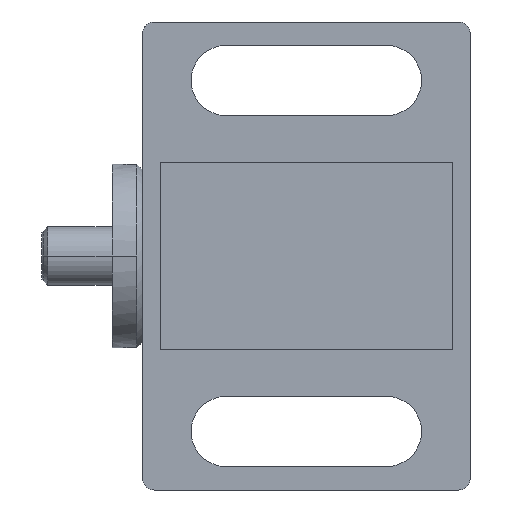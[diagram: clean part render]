
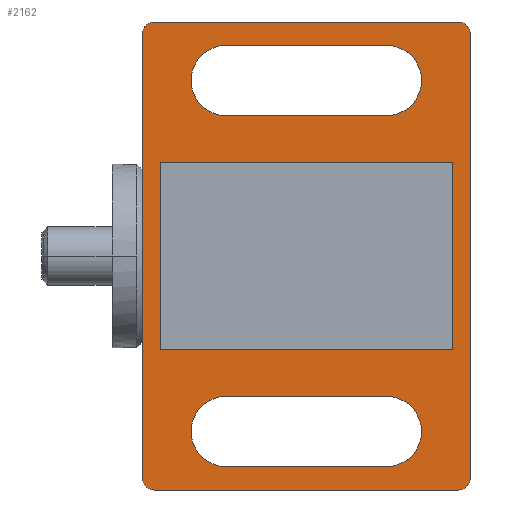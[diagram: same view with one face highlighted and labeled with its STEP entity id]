
A CAD part, front view. The second image highlights one B-rep face of the part: STEP entity #2162.
In plain terms, the highlighted planar face has unit normal (0, -1, 0).
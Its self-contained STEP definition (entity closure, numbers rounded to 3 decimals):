
#369=DIRECTION('',(1.,0.,0.));
#370=VECTOR('',#369,26.);
#371=CARTESIAN_POINT('',(-13.,0.,-20.));
#372=LINE('',#371,#370);
#390=CARTESIAN_POINT('',(-6.85,0.,15.));
#391=DIRECTION('',(0.,1.,0.));
#392=DIRECTION('',(0.,0.,-1.));
#393=AXIS2_PLACEMENT_3D('',#390,#391,#392);
#398=DIRECTION('',(-1.,0.,0.));
#399=VECTOR('',#398,13.7);
#400=CARTESIAN_POINT('',(6.85,0.,12.));
#401=LINE('',#400,#399);
#405=CARTESIAN_POINT('',(6.85,0.,15.));
#406=DIRECTION('',(0.,1.,0.));
#407=DIRECTION('',(0.,0.,1.));
#408=AXIS2_PLACEMENT_3D('',#405,#406,#407);
#413=DIRECTION('',(1.,0.,0.));
#414=VECTOR('',#413,13.7);
#415=CARTESIAN_POINT('',(-6.85,0.,18.));
#416=LINE('',#415,#414);
#420=DIRECTION('',(1.,0.,0.));
#421=VECTOR('',#420,13.7);
#422=CARTESIAN_POINT('',(-6.85,0.,-12.));
#423=LINE('',#422,#421);
#427=CARTESIAN_POINT('',(-6.85,0.,-15.));
#428=DIRECTION('',(0.,1.,0.));
#429=DIRECTION('',(0.,0.,-1.));
#430=AXIS2_PLACEMENT_3D('',#427,#428,#429);
#435=DIRECTION('',(-1.,0.,0.));
#436=VECTOR('',#435,13.7);
#437=CARTESIAN_POINT('',(6.85,0.,-18.));
#438=LINE('',#437,#436);
#442=CARTESIAN_POINT('',(6.85,0.,-15.));
#443=DIRECTION('',(0.,1.,0.));
#444=DIRECTION('',(0.,0.,1.));
#445=AXIS2_PLACEMENT_3D('',#442,#443,#444);
#450=DIRECTION('',(-1.,0.,0.));
#451=VECTOR('',#450,25.);
#452=CARTESIAN_POINT('',(12.5,0.,8.));
#453=LINE('',#452,#451);
#457=DIRECTION('',(0.,0.,-1.));
#458=VECTOR('',#457,16.);
#459=CARTESIAN_POINT('',(-12.5,0.,8.));
#460=LINE('',#459,#458);
#464=DIRECTION('',(1.,0.,0.));
#465=VECTOR('',#464,25.);
#466=CARTESIAN_POINT('',(-12.5,0.,-8.));
#467=LINE('',#466,#465);
#471=DIRECTION('',(0.,0.,1.));
#472=VECTOR('',#471,16.);
#473=CARTESIAN_POINT('',(12.5,0.,-8.));
#474=LINE('',#473,#472);
#478=CARTESIAN_POINT('',(13.,0.,19.));
#479=DIRECTION('',(0.,-1.,0.));
#480=DIRECTION('',(1.,0.,0.));
#481=AXIS2_PLACEMENT_3D('',#478,#479,#480);
#486=CARTESIAN_POINT('',(13.,0.,-19.));
#487=DIRECTION('',(0.,-1.,0.));
#488=DIRECTION('',(0.,0.,-1.));
#489=AXIS2_PLACEMENT_3D('',#486,#487,#488);
#494=CARTESIAN_POINT('',(-13.,0.,-19.));
#495=DIRECTION('',(0.,-1.,0.));
#496=DIRECTION('',(-1.,0.,0.));
#497=AXIS2_PLACEMENT_3D('',#494,#495,#496);
#502=DIRECTION('',(0.,0.,1.));
#503=VECTOR('',#502,38.);
#504=CARTESIAN_POINT('',(-14.,0.,-19.));
#505=LINE('',#504,#503);
#509=CARTESIAN_POINT('',(-13.,0.,19.));
#510=DIRECTION('',(0.,-1.,0.));
#511=DIRECTION('',(0.,0.,1.));
#512=AXIS2_PLACEMENT_3D('',#509,#510,#511);
#816=DIRECTION('',(0.,0.,1.));
#817=VECTOR('',#816,38.);
#818=CARTESIAN_POINT('',(14.,0.,-19.));
#819=LINE('',#818,#817);
#1811=DIRECTION('',(1.,0.,0.));
#1812=VECTOR('',#1811,26.);
#1813=CARTESIAN_POINT('',(-13.,0.,20.));
#1814=LINE('',#1813,#1812);
#1832=CARTESIAN_POINT('',(-6.85,0.,12.));
#1833=CARTESIAN_POINT('',(-6.85,0.,18.));
#1834=VERTEX_POINT('',#1832);
#1835=VERTEX_POINT('',#1833);
#1836=CARTESIAN_POINT('',(6.85,0.,18.));
#1837=VERTEX_POINT('',#1836);
#1838=CARTESIAN_POINT('',(6.85,0.,12.));
#1839=VERTEX_POINT('',#1838);
#1840=CARTESIAN_POINT('',(-6.85,0.,-12.));
#1841=CARTESIAN_POINT('',(6.85,0.,-12.));
#1842=VERTEX_POINT('',#1840);
#1843=VERTEX_POINT('',#1841);
#1844=CARTESIAN_POINT('',(6.85,0.,-18.));
#1845=VERTEX_POINT('',#1844);
#1846=CARTESIAN_POINT('',(-6.85,0.,-18.));
#1847=VERTEX_POINT('',#1846);
#1864=CARTESIAN_POINT('',(12.5,0.,8.));
#1865=CARTESIAN_POINT('',(-12.5,0.,8.));
#1866=VERTEX_POINT('',#1864);
#1867=VERTEX_POINT('',#1865);
#1868=CARTESIAN_POINT('',(-12.5,0.,-8.));
#1869=VERTEX_POINT('',#1868);
#1870=CARTESIAN_POINT('',(12.5,0.,-8.));
#1871=VERTEX_POINT('',#1870);
#1904=CARTESIAN_POINT('',(14.,0.,19.));
#1905=CARTESIAN_POINT('',(13.,0.,20.));
#1906=VERTEX_POINT('',#1904);
#1907=VERTEX_POINT('',#1905);
#1912=CARTESIAN_POINT('',(-13.,0.,20.));
#1913=CARTESIAN_POINT('',(-14.,0.,19.));
#1914=VERTEX_POINT('',#1912);
#1915=VERTEX_POINT('',#1913);
#1960=CARTESIAN_POINT('',(-14.,0.,-19.));
#1961=CARTESIAN_POINT('',(-13.,0.,-20.));
#1962=VERTEX_POINT('',#1960);
#1963=VERTEX_POINT('',#1961);
#1968=CARTESIAN_POINT('',(13.,0.,-20.));
#1969=CARTESIAN_POINT('',(14.,0.,-19.));
#1970=VERTEX_POINT('',#1968);
#1971=VERTEX_POINT('',#1969);
#2111=CARTESIAN_POINT('',(-14.,0.,-20.));
#2112=DIRECTION('',(0.,-1.,0.));
#2113=DIRECTION('',(1.,0.,0.));
#2114=AXIS2_PLACEMENT_3D('',#2111,#2112,#2113);
#2115=PLANE('',#2114);
#2117=ORIENTED_EDGE('',*,*,#2116,.F.);
#2119=ORIENTED_EDGE('',*,*,#2118,.F.);
#2121=ORIENTED_EDGE('',*,*,#2120,.F.);
#2122=ORIENTED_EDGE('',*,*,#2087,.F.);
#2123=ORIENTED_EDGE('',*,*,#2101,.F.);
#2125=ORIENTED_EDGE('',*,*,#2124,.T.);
#2127=ORIENTED_EDGE('',*,*,#2126,.F.);
#2129=ORIENTED_EDGE('',*,*,#2128,.T.);
#2130=EDGE_LOOP('',(#2117,#2119,#2121,#2122,#2123,#2125,#2127,#2129));
#2131=FACE_OUTER_BOUND('',#2130,.F.);
#2133=ORIENTED_EDGE('',*,*,#2132,.F.);
#2135=ORIENTED_EDGE('',*,*,#2134,.F.);
#2137=ORIENTED_EDGE('',*,*,#2136,.F.);
#2139=ORIENTED_EDGE('',*,*,#2138,.F.);
#2140=EDGE_LOOP('',(#2133,#2135,#2137,#2139));
#2141=FACE_BOUND('',#2140,.F.);
#2143=ORIENTED_EDGE('',*,*,#2142,.T.);
#2145=ORIENTED_EDGE('',*,*,#2144,.T.);
#2147=ORIENTED_EDGE('',*,*,#2146,.T.);
#2149=ORIENTED_EDGE('',*,*,#2148,.T.);
#2150=EDGE_LOOP('',(#2143,#2145,#2147,#2149));
#2151=FACE_BOUND('',#2150,.F.);
#2153=ORIENTED_EDGE('',*,*,#2152,.F.);
#2155=ORIENTED_EDGE('',*,*,#2154,.F.);
#2157=ORIENTED_EDGE('',*,*,#2156,.F.);
#2159=ORIENTED_EDGE('',*,*,#2158,.F.);
#2160=EDGE_LOOP('',(#2153,#2155,#2157,#2159));
#2161=FACE_BOUND('',#2160,.F.);
#394=CIRCLE('',#393,3.);
#409=CIRCLE('',#408,3.);
#431=CIRCLE('',#430,3.);
#446=CIRCLE('',#445,3.);
#482=CIRCLE('',#481,1.);
#490=CIRCLE('',#489,1.);
#498=CIRCLE('',#497,1.);
#513=CIRCLE('',#512,1.);
#2087=EDGE_CURVE('',#1963,#1970,#372,.T.);
#2101=EDGE_CURVE('',#1962,#1963,#498,.T.);
#2116=EDGE_CURVE('',#1906,#1907,#482,.T.);
#2118=EDGE_CURVE('',#1971,#1906,#819,.T.);
#2120=EDGE_CURVE('',#1970,#1971,#490,.T.);
#2124=EDGE_CURVE('',#1962,#1915,#505,.T.);
#2126=EDGE_CURVE('',#1914,#1915,#513,.T.);
#2128=EDGE_CURVE('',#1914,#1907,#1814,.T.);
#2132=EDGE_CURVE('',#1842,#1843,#423,.T.);
#2134=EDGE_CURVE('',#1847,#1842,#431,.T.);
#2136=EDGE_CURVE('',#1845,#1847,#438,.T.);
#2138=EDGE_CURVE('',#1843,#1845,#446,.T.);
#2142=EDGE_CURVE('',#1866,#1867,#453,.T.);
#2144=EDGE_CURVE('',#1867,#1869,#460,.T.);
#2146=EDGE_CURVE('',#1869,#1871,#467,.T.);
#2148=EDGE_CURVE('',#1871,#1866,#474,.T.);
#2152=EDGE_CURVE('',#1834,#1835,#394,.T.);
#2154=EDGE_CURVE('',#1839,#1834,#401,.T.);
#2156=EDGE_CURVE('',#1837,#1839,#409,.T.);
#2158=EDGE_CURVE('',#1835,#1837,#416,.T.);
#2162=ADVANCED_FACE('',(#2131,#2141,#2151,#2161),#2115,.T.);
